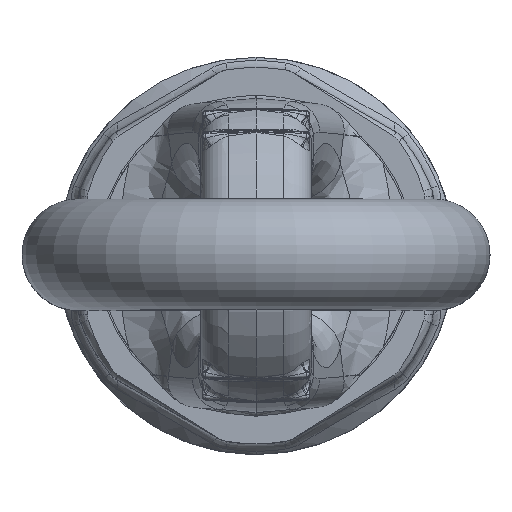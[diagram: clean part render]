
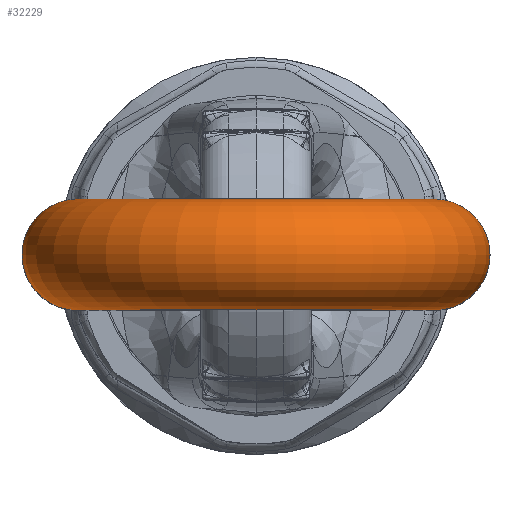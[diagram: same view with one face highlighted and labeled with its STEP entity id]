
A CAD part, top view. The second image highlights one B-rep face of the part: STEP entity #32229.
In plain terms, the highlighted toroidal (fillet/blend) face has major radius 58 mm and minor radius 18 mm.
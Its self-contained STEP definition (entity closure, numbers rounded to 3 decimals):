
#32086=CARTESIAN_POINT('Vertex',(-58.,18.,148.354)) ;
#32088=CARTESIAN_POINT('Vertex',(-58.,-18.,148.354)) ;
#32117=CARTESIAN_POINT('Axis2P3D Location',(0.,0.,148.354)) ;
#32126=CARTESIAN_POINT('Vertex',(58.,18.,148.354)) ;
#32128=CARTESIAN_POINT('Vertex',(58.,-18.,148.354)) ;
#32131=CARTESIAN_POINT('Axis2P3D Location',(0.,-18.,148.354)) ;
#32136=CARTESIAN_POINT('Axis2P3D Location',(0.,18.,148.354)) ;
#32201=CARTESIAN_POINT('Axis2P3D Location',(-58.,0.,148.354)) ;
#32218=CARTESIAN_POINT('Axis2P3D Location',(58.,0.,148.354)) ;
#32118=DIRECTION('Axis2P3D Direction',(0.,1.,0.)) ;
#32119=DIRECTION('Axis2P3D XDirection',(-1.,0.,0.)) ;
#32132=DIRECTION('Axis2P3D Direction',(0.,1.,0.)) ;
#32137=DIRECTION('Axis2P3D Direction',(0.,1.,0.)) ;
#32202=DIRECTION('Axis2P3D Direction',(0.,0.,-1.)) ;
#32219=DIRECTION('Axis2P3D Direction',(0.,0.,1.)) ;
#32120=AXIS2_PLACEMENT_3D('Torus Axis2P3D',#32117,#32118,#32119) ;
#32133=AXIS2_PLACEMENT_3D('Circle Axis2P3D',#32131,#32132,$) ;
#32138=AXIS2_PLACEMENT_3D('Circle Axis2P3D',#32136,#32137,$) ;
#32203=AXIS2_PLACEMENT_3D('Circle Axis2P3D',#32201,#32202,$) ;
#32220=AXIS2_PLACEMENT_3D('Circle Axis2P3D',#32218,#32219,$) ;
#32224=ORIENTED_EDGE('',*,*,#32222,.T.) ;
#32225=ORIENTED_EDGE('',*,*,#32140,.F.) ;
#32226=ORIENTED_EDGE('',*,*,#32205,.F.) ;
#32227=ORIENTED_EDGE('',*,*,#32135,.T.) ;
#32229=ADVANCED_FACE('\X2\710A63A574B0\X0\',(#32228),#32121,.T.) ;
#32134=CIRCLE('generated circle',#32133,58.) ;
#32139=CIRCLE('generated circle',#32138,58.) ;
#32204=CIRCLE('generated circle',#32203,18.) ;
#32221=CIRCLE('generated circle',#32220,18.) ;
#32121=TOROIDAL_SURFACE('homeo Torus',#32120,58.,18.) ;
#32135=EDGE_CURVE('',#32089,#32129,#32134,.T.) ;
#32140=EDGE_CURVE('',#32087,#32127,#32139,.T.) ;
#32205=EDGE_CURVE('',#32089,#32087,#32204,.T.) ;
#32222=EDGE_CURVE('',#32129,#32127,#32221,.T.) ;
#32223=EDGE_LOOP('',(#32224,#32225,#32226,#32227)) ;
#32228=FACE_OUTER_BOUND('',#32223,.T.) ;
#32087=VERTEX_POINT('',#32086) ;
#32089=VERTEX_POINT('',#32088) ;
#32127=VERTEX_POINT('',#32126) ;
#32129=VERTEX_POINT('',#32128) ;
